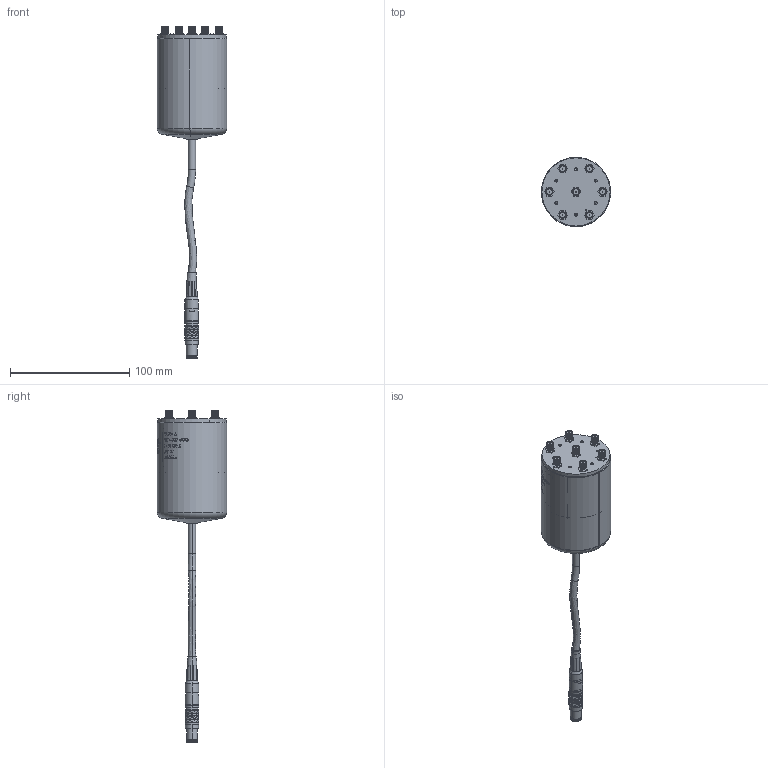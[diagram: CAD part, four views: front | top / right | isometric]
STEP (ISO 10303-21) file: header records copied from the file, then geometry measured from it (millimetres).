
FILE_DESCRIPTION (( 'STEP AP214' ), '1' );
FILE_NAME ('40-785B-523-TE (PART 2 OF 2).STEP', '2016-06-06T14:57:35', ( 'admin' ), ( 'Hewlett-Packard Company' ), 'SwSTEP 2.0', 'SolidWorks 2015', '' );
FILE_SCHEMA (( 'AUTOMOTIVE_DESIGN' ));
Length unit declared in the file: millimetre
Products named in the file (8): 40-785B-523-TE (PART 2 OF 2); C-MS-319 Remote Relay Cable; C-MS-343 CD258 ROUND CAP 57.15X74MM; C-RL-114 L1 Relay With Interface; A-PC-521 Microwave Relay Interface Card; C-PC-521 PCB for RADIALL Microwave relays; C-CN-897 2x8 way samtec connector 1.27 pitch; C-RL-114 RADIALL R574 402 600
Assembly tree (7 placements, depth 4):
  40-785B-523-TE (PART 2 OF 2)
    C-RL-114 L1 Relay With Interface
      C-RL-114 RADIALL R574 402 600
      A-PC-521 Microwave Relay Interface Card
        C-CN-897 2x8 way samtec connector 1.27 pitch
        C-PC-521 PCB for RADIALL Microwave relays
    C-MS-343 CD258 ROUND CAP 57.15X74MM
    C-MS-319 Remote Relay Cable
Bounding box: 58 x 58 x 278.19 mm (x, y, z)
Volume: 140421.6 mm3; surface area: 60768.6 mm2
Topology: 8 solids, 8 shells, 2160 faces, 5303 edges, 3332 vertices
Faces by surface type: plane 944, cylinder 614, cone 338, bspline 232, sphere 18, torus 14
Entity records: 86415 total; most frequent: CARTESIAN_POINT 27778, ORIENTED_EDGE 10510, DIRECTION 9410, EDGE_CURVE 5255, VERTEX_POINT 3314, AXIS2_PLACEMENT_3D 3290, VECTOR 2830, LINE 2830
